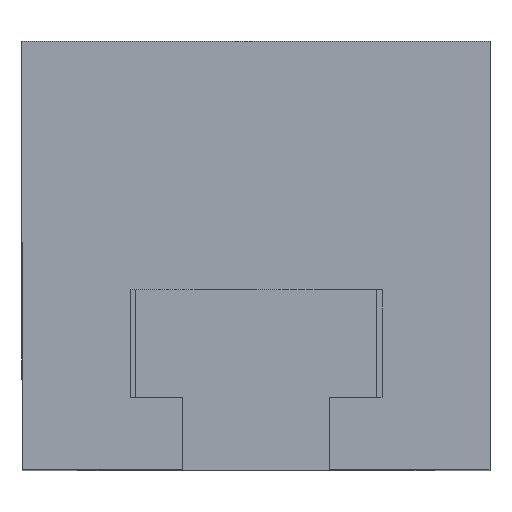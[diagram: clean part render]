
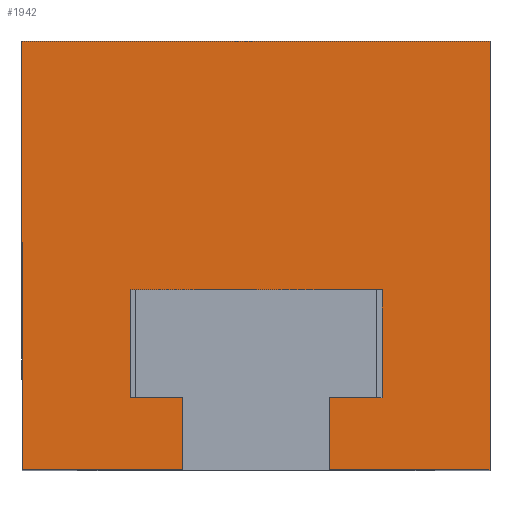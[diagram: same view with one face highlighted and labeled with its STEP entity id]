
A CAD part, top view. The second image highlights one B-rep face of the part: STEP entity #1942.
In plain terms, the highlighted planar face has unit normal (0, 0, 1).
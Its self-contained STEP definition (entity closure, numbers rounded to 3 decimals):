
#288 = CARTESIAN_POINT ( 'NONE',  ( 2.05, -6.45, 11.45 ) ) ;
#380 = CARTESIAN_POINT ( 'NONE',  ( -3.5, -4.45, 11.45 ) ) ;
#381 = CARTESIAN_POINT ( 'NONE',  ( 3.5, -4.45, 11.45 ) ) ;
#382 = CARTESIAN_POINT ( 'NONE',  ( 3.5, -1.45, 11.45 ) ) ;
#383 = CARTESIAN_POINT ( 'NONE',  ( 2.05, -4.45, 11.45 ) ) ;
#384 = DIRECTION ( 'NONE',  ( 0., -1., 0. ) ) ;
#385 = VECTOR ( 'NONE', #384, 1000. ) ;
#386 = CARTESIAN_POINT ( 'NONE',  ( -2.05, -14.35, 11.45 ) ) ;
#387 = LINE ( 'NONE', #386, #385 ) ;
#388 = CARTESIAN_POINT ( 'NONE',  ( -2.05, -4.45, 11.45 ) ) ;
#389 = DIRECTION ( 'NONE',  ( 0., -1., 0. ) ) ;
#390 = VECTOR ( 'NONE', #389, 1000. ) ;
#391 = CARTESIAN_POINT ( 'NONE',  ( -3.5, -14.35, 11.45 ) ) ;
#392 = LINE ( 'NONE', #391, #390 ) ;
#407 = DIRECTION ( 'NONE',  ( 0., -1., 0. ) ) ;
#408 = VECTOR ( 'NONE', #407, 1000. ) ;
#409 = CARTESIAN_POINT ( 'NONE',  ( -6.5, 5.45, 11.45 ) ) ;
#410 = LINE ( 'NONE', #409, #408 ) ;
#419 = DIRECTION ( 'NONE',  ( 1., 0., 0. ) ) ;
#420 = VECTOR ( 'NONE', #419, 1000. ) ;
#421 = CARTESIAN_POINT ( 'NONE',  ( 0., -4.45, 11.45 ) ) ;
#422 = LINE ( 'NONE', #421, #420 ) ;
#438 = CARTESIAN_POINT ( 'NONE',  ( -3.5, -1.45, 11.45 ) ) ;
#458 = CARTESIAN_POINT ( 'NONE',  ( -2.05, -6.45, 11.45 ) ) ;
#459 = DIRECTION ( 'NONE',  ( 1., 0., 0. ) ) ;
#460 = VECTOR ( 'NONE', #459, 1000. ) ;
#461 = CARTESIAN_POINT ( 'NONE',  ( 0., -1.45, 11.45 ) ) ;
#462 = LINE ( 'NONE', #461, #460 ) ;
#466 = DIRECTION ( 'NONE',  ( 1., 0., 0. ) ) ;
#467 = VECTOR ( 'NONE', #466, 1000. ) ;
#468 = CARTESIAN_POINT ( 'NONE',  ( -6.5, -6.45, 11.45 ) ) ;
#469 = LINE ( 'NONE', #468, #467 ) ;
#470 = CARTESIAN_POINT ( 'NONE',  ( 6.5, -6.45, 11.45 ) ) ;
#471 = DIRECTION ( 'NONE',  ( 1., 0., 0. ) ) ;
#472 = VECTOR ( 'NONE', #471, 1000. ) ;
#473 = CARTESIAN_POINT ( 'NONE',  ( 0., -4.45, 11.45 ) ) ;
#474 = LINE ( 'NONE', #473, #472 ) ;
#475 = CARTESIAN_POINT ( 'NONE',  ( 6.5, 5.45, 11.45 ) ) ;
#476 = DIRECTION ( 'NONE',  ( 0., 1., 0. ) ) ;
#477 = VECTOR ( 'NONE', #476, 1000. ) ;
#478 = CARTESIAN_POINT ( 'NONE',  ( 6.5, 5.45, 11.45 ) ) ;
#479 = LINE ( 'NONE', #478, #477 ) ;
#480 = CARTESIAN_POINT ( 'NONE',  ( -6.5, 5.45, 11.45 ) ) ;
#481 = DIRECTION ( 'NONE',  ( 0., -1., 0. ) ) ;
#482 = VECTOR ( 'NONE', #481, 1000. ) ;
#483 = CARTESIAN_POINT ( 'NONE',  ( 3.5, -14.35, 11.45 ) ) ;
#484 = LINE ( 'NONE', #483, #482 ) ;
#489 = CARTESIAN_POINT ( 'NONE',  ( -6.5, -6.45, 11.45 ) ) ;
#498 = DIRECTION ( 'NONE',  ( 1., 0., 0. ) ) ;
#499 = DIRECTION ( 'NONE',  ( 0., 0., 1. ) ) ;
#500 = CARTESIAN_POINT ( 'NONE',  ( -6.5, 5.45, 11.45 ) ) ;
#501 = AXIS2_PLACEMENT_3D ( 'NONE', #500, #499, #498 ) ;
#503 = PLANE ( 'NONE',  #501 ) ;
#518 = FACE_OUTER_BOUND ( 'NONE', #1946, .T. ) ;
#519 = DIRECTION ( 'NONE',  ( 1., 0., 0. ) ) ;
#520 = VECTOR ( 'NONE', #519, 1000. ) ;
#521 = CARTESIAN_POINT ( 'NONE',  ( -6.5, -6.45, 11.45 ) ) ;
#522 = LINE ( 'NONE', #521, #520 ) ;
#532 = DIRECTION ( 'NONE',  ( -1., 0., 0. ) ) ;
#533 = VECTOR ( 'NONE', #532, 1000. ) ;
#534 = CARTESIAN_POINT ( 'NONE',  ( -6.5, 5.45, 11.45 ) ) ;
#535 = LINE ( 'NONE', #534, #533 ) ;
#573 = DIRECTION ( 'NONE',  ( 0., -1., 0. ) ) ;
#574 = VECTOR ( 'NONE', #573, 1000. ) ;
#575 = CARTESIAN_POINT ( 'NONE',  ( 2.05, -14.35, 11.45 ) ) ;
#576 = LINE ( 'NONE', #575, #574 ) ;
#1827 = VERTEX_POINT ( 'NONE', #288 ) ;
#1883 = ORIENTED_EDGE ( 'NONE', *, *, #1884, .F. ) ;
#1884 = EDGE_CURVE ( 'NONE', #1897, #1893, #392, .T. ) ;
#1885 = VERTEX_POINT ( 'NONE', #388 ) ;
#1886 = ORIENTED_EDGE ( 'NONE', *, *, #1887, .F. ) ;
#1887 = EDGE_CURVE ( 'NONE', #1885, #1920, #387, .T. ) ;
#1888 = VERTEX_POINT ( 'NONE', #383 ) ;
#1890 = ORIENTED_EDGE ( 'NONE', *, *, #1936, .F. ) ;
#1891 = VERTEX_POINT ( 'NONE', #382 ) ;
#1892 = VERTEX_POINT ( 'NONE', #381 ) ;
#1893 = VERTEX_POINT ( 'NONE', #380 ) ;
#1897 = VERTEX_POINT ( 'NONE', #438 ) ;
#1906 = EDGE_CURVE ( 'NONE', #1893, #1885, #422, .T. ) ;
#1907 = ORIENTED_EDGE ( 'NONE', *, *, #1906, .F. ) ;
#1911 = ORIENTED_EDGE ( 'NONE', *, *, #1934, .T. ) ;
#1912 = ORIENTED_EDGE ( 'NONE', *, *, #1913, .T. ) ;
#1913 = EDGE_CURVE ( 'NONE', #1932, #1929, #410, .T. ) ;
#1916 = ORIENTED_EDGE ( 'NONE', *, *, #1939, .T. ) ;
#1917 = ORIENTED_EDGE ( 'NONE', *, *, #1941, .T. ) ;
#1918 = ORIENTED_EDGE ( 'NONE', *, *, #1919, .T. ) ;
#1919 = EDGE_CURVE ( 'NONE', #1897, #1891, #462, .T. ) ;
#1920 = VERTEX_POINT ( 'NONE', #458 ) ;
#1927 = ORIENTED_EDGE ( 'NONE', *, *, #1931, .T. ) ;
#1929 = VERTEX_POINT ( 'NONE', #489 ) ;
#1931 = EDGE_CURVE ( 'NONE', #1891, #1892, #484, .T. ) ;
#1932 = VERTEX_POINT ( 'NONE', #480 ) ;
#1934 = EDGE_CURVE ( 'NONE', #1938, #1935, #479, .T. ) ;
#1935 = VERTEX_POINT ( 'NONE', #475 ) ;
#1936 = EDGE_CURVE ( 'NONE', #1888, #1892, #474, .T. ) ;
#1937 = ORIENTED_EDGE ( 'NONE', *, *, #1955, .T. ) ;
#1938 = VERTEX_POINT ( 'NONE', #470 ) ;
#1939 = EDGE_CURVE ( 'NONE', #1929, #1920, #469, .T. ) ;
#1941 = EDGE_CURVE ( 'NONE', #1827, #1938, #522, .T. ) ;
#1942 = ADVANCED_FACE ( 'NONE', ( #518 ), #503, .T. ) ;
#1946 = EDGE_LOOP ( 'NONE', ( #1890, #1937, #1917, #1911, #1957, #1912, #1916, #1886, #1907, #1883, #1918, #1927 ) ) ;
#1949 = EDGE_CURVE ( 'NONE', #1935, #1932, #535, .T. ) ;
#1955 = EDGE_CURVE ( 'NONE', #1888, #1827, #576, .T. ) ;
#1957 = ORIENTED_EDGE ( 'NONE', *, *, #1949, .T. ) ;
